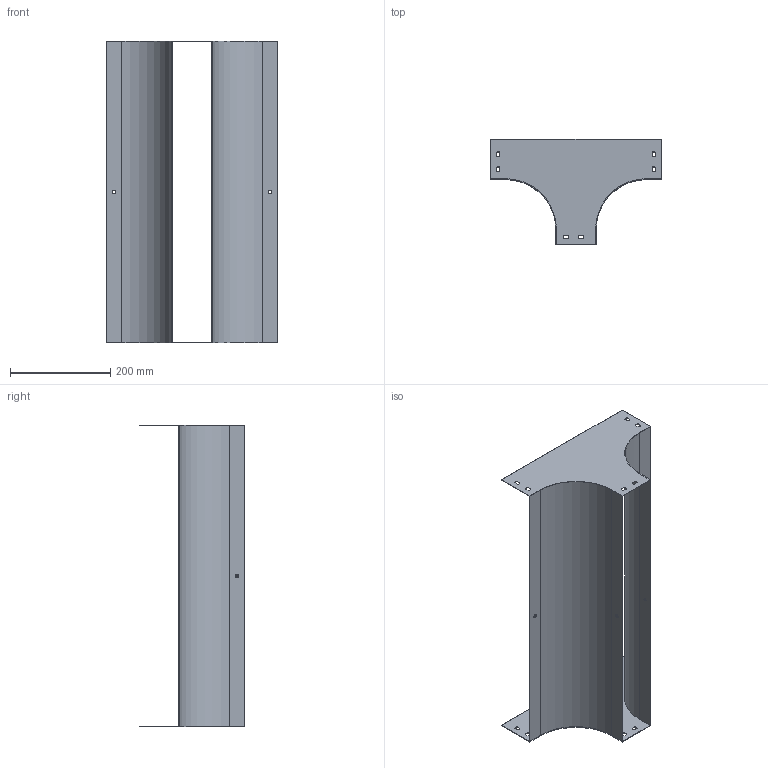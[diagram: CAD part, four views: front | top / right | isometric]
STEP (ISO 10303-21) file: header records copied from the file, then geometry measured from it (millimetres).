
FILE_DESCRIPTION (( 'STEP AP203' ), '1' );
FILE_NAME ('Îòâåòâèòåëü TD_37108.STEP', '2012-11-09T08:49:49', ( 'Àñååâ' ), ( '' ), 'SwSTEP 2.0', 'SolidWorks 2012', '' );
FILE_SCHEMA (( 'CONFIG_CONTROL_DESIGN' ));
Length unit declared in the file: millimetre
Products named in the file (1): Îòâåòâèòåëü TD_37108
Bounding box: 340 x 210 x 600 mm (x, y, z)
Volume: 343450.4 mm3; surface area: 690888.8 mm2
Topology: 1 solids, 1 shells, 73 faces, 219 edges, 147 vertices
Faces by surface type: plane 41, cylinder 32
Full cylindrical faces by diameter (mm): 5 x1, 7 x3
Entity records: 2579 total; most frequent: CARTESIAN_POINT 430, ORIENTED_EDGE 424, DIRECTION 424, EDGE_CURVE 212, LINE 148, VECTOR 148, VERTEX_POINT 144, AXIS2_PLACEMENT_3D 138
